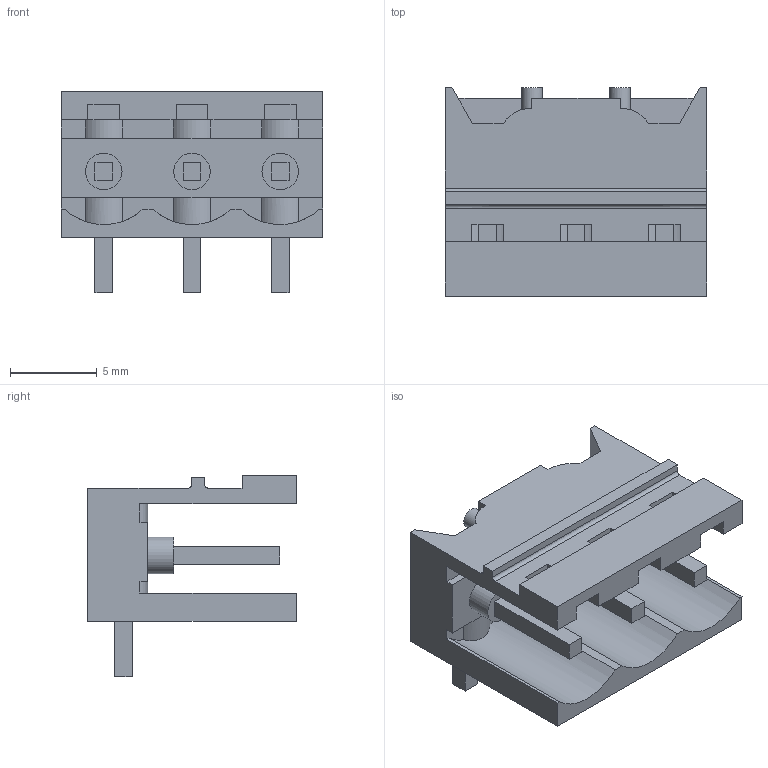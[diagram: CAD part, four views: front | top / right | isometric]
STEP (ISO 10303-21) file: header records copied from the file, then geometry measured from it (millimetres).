
FILE_DESCRIPTION(('CATIA V5 STEP Exchange','CAx-IF Rec.Pracs.--- Model Styling and Organization---1.2---2011-12-15'),'2;1');
FILE_NAME ('D1456008_0', '2018-03-09T07:38:46+00:00', ('none'), ('Weidmueller'), 'CATIA Version 5-6 Release 2014', 'CATIA V5 STEP AP214', 'none');
FILE_SCHEMA(('AUTOMOTIVE_DESIGN { 1 0 10303 214 1 1 1 1 }'));
Length unit declared in the file: millimetre
Products named in the file (1): 1779960000
Bounding box: 15.04 x 12 x 11.63 mm (x, y, z)
Volume: 544.3 mm3; surface area: 1339.2 mm2
Topology: 4 solids, 4 shells, 177 faces, 542 edges, 370 vertices
Faces by surface type: plane 150, cylinder 25, extrusion 2
Entity records: 5818 total; most frequent: CARTESIAN_POINT 1154, ORIENTED_EDGE 1084, DIRECTION 764, EDGE_CURVE 542, VECTOR 440, LINE 438, VERTEX_POINT 370, AXIS2_PLACEMENT_3D 202
